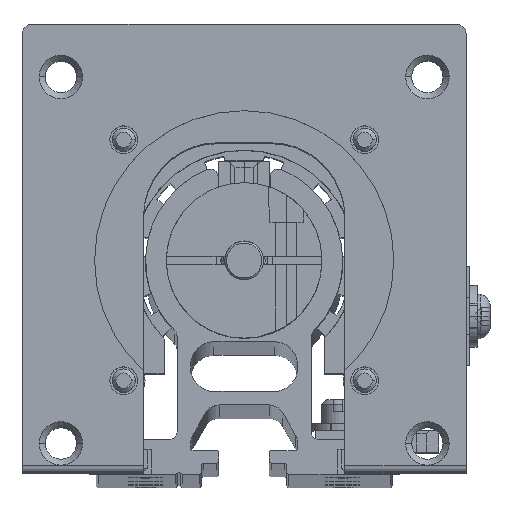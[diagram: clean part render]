
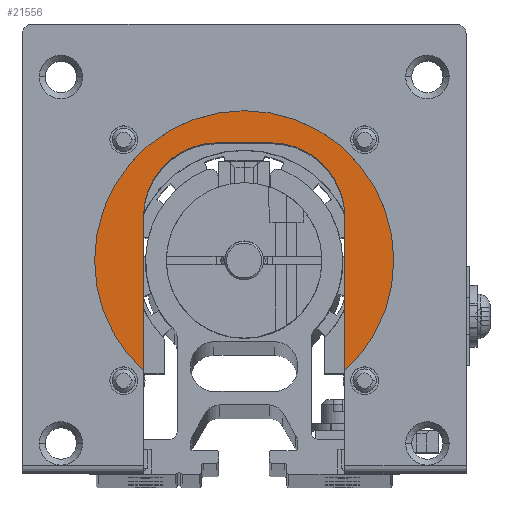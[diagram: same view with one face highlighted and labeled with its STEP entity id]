
A CAD part, top view. The second image highlights one B-rep face of the part: STEP entity #21556.
In plain terms, the highlighted planar face has unit normal (0, 0, 1).
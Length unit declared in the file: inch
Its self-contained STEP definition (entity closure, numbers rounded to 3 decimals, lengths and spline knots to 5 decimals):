
#21 = DIRECTION ( 'NONE',  ( 1., 0., 0. ) ) ;
#220 = ORIENTED_EDGE ( 'NONE', *, *, #33524, .F. ) ;
#2472 = CIRCLE ( 'NONE', #39939, 0.375 ) ;
#2532 = CARTESIAN_POINT ( 'NONE',  ( -0.7575, 1.08, 21.39 ) ) ;
#3947 = VERTEX_POINT ( 'NONE', #39659 ) ;
#5281 = DIRECTION ( 'NONE',  ( 0., 1., 0. ) ) ;
#6605 = VECTOR ( 'NONE', #5281, 39.37008 ) ;
#6612 = EDGE_CURVE ( 'NONE', #16086, #38968, #15907, .T. ) ;
#7771 = ORIENTED_EDGE ( 'NONE', *, *, #8337, .F. ) ;
#8337 = EDGE_CURVE ( 'NONE', #18218, #31241, #11346, .T. ) ;
#8389 = CARTESIAN_POINT ( 'NONE',  ( 0.51, 1.675, 21.39 ) ) ;
#8423 = CARTESIAN_POINT ( 'NONE',  ( 0.135, 1.3, 21.39 ) ) ;
#9012 = DIRECTION ( 'NONE',  ( 0., -1., 0. ) ) ;
#10218 = CARTESIAN_POINT ( 'NONE',  ( 0., 1.08, 21.39 ) ) ;
#10625 = CARTESIAN_POINT ( 'NONE',  ( 0., 1.08, 21.39 ) ) ;
#11346 = CIRCLE ( 'NONE', #19593, 0.7575 ) ;
#11441 = CIRCLE ( 'NONE', #28302, 0.375 ) ;
#11573 = DIRECTION ( 'NONE',  ( 1., 0., 0. ) ) ;
#11827 = VERTEX_POINT ( 'NONE', #28715 ) ;
#12992 = EDGE_LOOP ( 'NONE', ( #35972, #39626, #22388, #220, #36494, #7771, #17866, #15395 ) ) ;
#13795 = DIRECTION ( 'NONE',  ( -1., 0., 0. ) ) ;
#13856 = CARTESIAN_POINT ( 'NONE',  ( 0., 1.08, 21.39 ) ) ;
#14587 = CIRCLE ( 'NONE', #38079, 0.7575 ) ;
#14694 = EDGE_CURVE ( 'NONE', #11827, #20871, #33165, .T. ) ;
#15110 = CARTESIAN_POINT ( 'NONE',  ( -0.51, 1.3, 21.39 ) ) ;
#15395 = ORIENTED_EDGE ( 'NONE', *, *, #31840, .T. ) ;
#15720 = DIRECTION ( 'NONE',  ( 0., 0., -1. ) ) ;
#15907 = LINE ( 'NONE', #8389, #6605 ) ;
#16086 = VERTEX_POINT ( 'NONE', #40353 ) ;
#16963 = DIRECTION ( 'NONE',  ( -1., 0., 0. ) ) ;
#17866 = ORIENTED_EDGE ( 'NONE', *, *, #21322, .F. ) ;
#18218 = VERTEX_POINT ( 'NONE', #32756 ) ;
#18714 = DIRECTION ( 'NONE',  ( 0., 0., -1. ) ) ;
#19085 = AXIS2_PLACEMENT_3D ( 'NONE', #34395, #15720, #37541 ) ;
#19317 = CARTESIAN_POINT ( 'NONE',  ( -0.51, 1.675, 21.39 ) ) ;
#19593 = AXIS2_PLACEMENT_3D ( 'NONE', #10625, #32456, #13795 ) ;
#19666 = DIRECTION ( 'NONE',  ( -1., 0., 0. ) ) ;
#20871 = VERTEX_POINT ( 'NONE', #25417 ) ;
#21037 = EDGE_CURVE ( 'NONE', #31241, #3947, #14587, .T. ) ;
#21322 = EDGE_CURVE ( 'NONE', #39842, #18218, #23335, .T. ) ;
#21556 = ADVANCED_FACE ( 'NONE', ( #28211 ), #38221, .F. ) ;
#22388 = ORIENTED_EDGE ( 'NONE', *, *, #6612, .F. ) ;
#23335 = LINE ( 'NONE', #24561, #29682 ) ;
#24561 = CARTESIAN_POINT ( 'NONE',  ( -0.51, 0.175, 21.39 ) ) ;
#24852 = VECTOR ( 'NONE', #38004, 39.37008 ) ;
#25417 = CARTESIAN_POINT ( 'NONE',  ( -0.135, 1.675, 21.39 ) ) ;
#26788 = CIRCLE ( 'NONE', #19085, 0.7575 ) ;
#28211 = FACE_OUTER_BOUND ( 'NONE', #12992, .T. ) ;
#28302 = AXIS2_PLACEMENT_3D ( 'NONE', #8423, #30247, #11573 ) ;
#28715 = CARTESIAN_POINT ( 'NONE',  ( 0.135, 1.675, 21.39 ) ) ;
#29682 = VECTOR ( 'NONE', #9012, 39.37008 ) ;
#30247 = DIRECTION ( 'NONE',  ( 0., 0., -1. ) ) ;
#31241 = VERTEX_POINT ( 'NONE', #2532 ) ;
#31840 = EDGE_CURVE ( 'NONE', #39842, #20871, #2472, .T. ) ;
#31973 = CARTESIAN_POINT ( 'NONE',  ( 0.51, 1.3, 21.39 ) ) ;
#32456 = DIRECTION ( 'NONE',  ( 0., 0., -1. ) ) ;
#32756 = CARTESIAN_POINT ( 'NONE',  ( -0.51, 0.51991, 21.39 ) ) ;
#33165 = LINE ( 'NONE', #19317, #24852 ) ;
#33524 = EDGE_CURVE ( 'NONE', #3947, #16086, #26788, .T. ) ;
#34395 = CARTESIAN_POINT ( 'NONE',  ( 0., 1.08, 21.39 ) ) ;
#35672 = DIRECTION ( 'NONE',  ( 0., 0., -1. ) ) ;
#35972 = ORIENTED_EDGE ( 'NONE', *, *, #14694, .F. ) ;
#36098 = EDGE_CURVE ( 'NONE', #11827, #38968, #11441, .T. ) ;
#36494 = ORIENTED_EDGE ( 'NONE', *, *, #21037, .F. ) ;
#37407 = CARTESIAN_POINT ( 'NONE',  ( -0.135, 1.3, 21.39 ) ) ;
#37541 = DIRECTION ( 'NONE',  ( -1., 0., 0. ) ) ;
#38004 = DIRECTION ( 'NONE',  ( -1., 0., 0. ) ) ;
#38079 = AXIS2_PLACEMENT_3D ( 'NONE', #13856, #35672, #16963 ) ;
#38221 = PLANE ( 'NONE',  #38610 ) ;
#38354 = DIRECTION ( 'NONE',  ( 0., 0., -1. ) ) ;
#38610 = AXIS2_PLACEMENT_3D ( 'NONE', #10218, #38354, #19666 ) ;
#38968 = VERTEX_POINT ( 'NONE', #31973 ) ;
#39626 = ORIENTED_EDGE ( 'NONE', *, *, #36098, .T. ) ;
#39659 = CARTESIAN_POINT ( 'NONE',  ( 0.7575, 1.08, 21.39 ) ) ;
#39842 = VERTEX_POINT ( 'NONE', #15110 ) ;
#39939 = AXIS2_PLACEMENT_3D ( 'NONE', #37407, #18714, #21 ) ;
#40353 = CARTESIAN_POINT ( 'NONE',  ( 0.51, 0.51991, 21.39 ) ) ;
